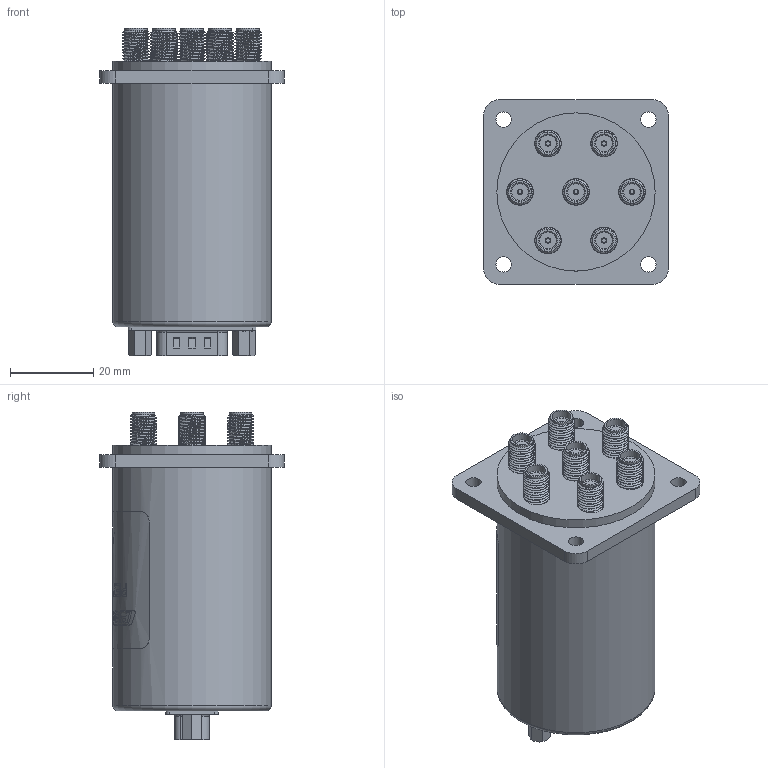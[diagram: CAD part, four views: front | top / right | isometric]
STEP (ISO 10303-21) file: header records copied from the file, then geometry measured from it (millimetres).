
FILE_DESCRIPTION (( 'STEP AP203' ), '1' );
FILE_NAME ('PE71S6375.step', '2020-03-09T15:54:18', ( '' ), ( '' ), 'SwSTEP 2.0', 'SolidWorks 2018', '' );
FILE_SCHEMA (( 'CONFIG_CONTROL_DESIGN' ));
Length unit declared in the file: metre
Products named in the file (1): PE71S6375
Bounding box: 44.45 x 44.45 x 78.79 mm (x, y, z)
Volume: 77983.6 mm3; surface area: 17591.3 mm2
Topology: 28 solids, 29 shells, 719 faces, 2161 edges, 1585 vertices
Faces by surface type: plane 248, cylinder 229, bspline 160, cone 42, torus 22, sphere 18
Full cylindrical faces by diameter (mm): 0.508 x9, 1.016 x25, 1.27 x14, 1.524 x9, 2.184 x2, 3.048 x1, 3.556 x3, 3.658 x4, 4.572 x8, 5.385 x7, 38.1 x2
Entity records: 52289 total; most frequent: CARTESIAN_POINT 35407, ORIENTED_EDGE 3888, DIRECTION 2698, EDGE_CURVE 1944, VERTEX_POINT 1508, AXIS2_PLACEMENT_3D 1132, EDGE_LOOP 996, FACE_OUTER_BOUND 805
